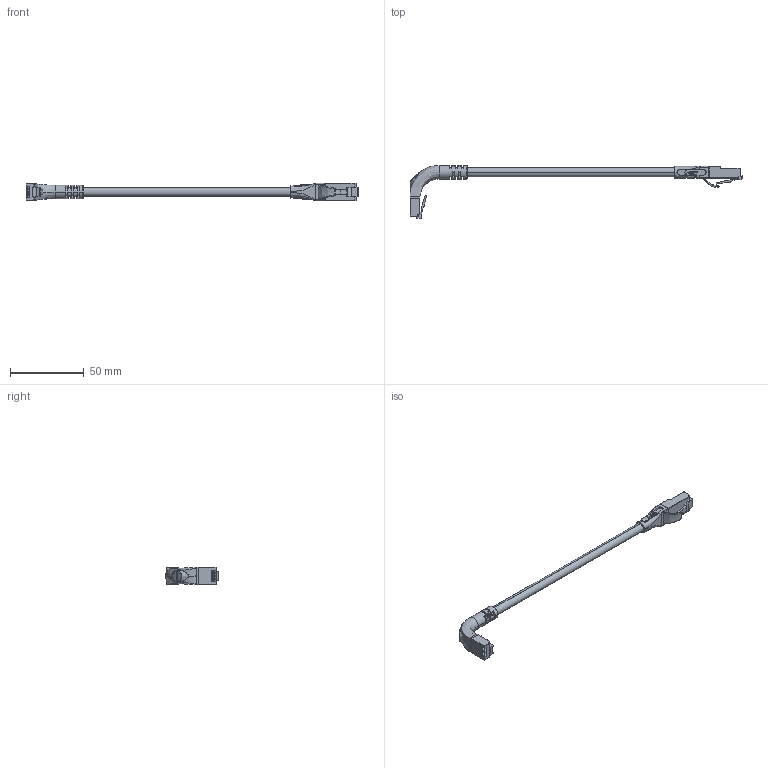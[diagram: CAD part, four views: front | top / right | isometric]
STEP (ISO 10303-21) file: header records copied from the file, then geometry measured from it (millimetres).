
FILE_DESCRIPTION (( 'STEP AP203' ), '1' );
FILE_NAME ('TRD815RA.STEP', '2010-06-15T19:56:04', ( 'x' ), ( 'Microsoft' ), 'SwSTEP 2.0', 'SolidWorks 2010', '' );
FILE_SCHEMA (( 'CONFIG_CONTROL_DESIGN' ));
Length unit declared in the file: inch
Products named in the file (17): TRD815RA; 1AD01-015-MA2; 1AD01-015-MA1_for assembly with molded boot; MTN-471; MTN-441_angled logo; RJ45_TRD815 style; RA-RJ45-MA2_6" long; RA_RJ45_Version 2_standard entry no cable; MTN-470; Pair 2; Pair 1; Pair 3; Pair 4; MTN-143; 3AB02-012; 3AB02-013-MA1_no aligning hole; 3AB02-013-MA2
Assembly tree (23 placements, depth 4):
  TRD815RA
    RA-RJ45-MA2_6" long
    RA_RJ45_Version 2_standard entry no cable
      1AD01-015-MA1_for assembly with molded boot
      Pair 3
      Pair 4
      MTN-471
      MTN-441_angled logo
      MTN-470
      Pair 2
      1AD01-015-MA2
      Pair 1
    RJ45_TRD815 style
      MTN-143
      3AB02-012
        3AB02-013-MA2  x8
        3AB02-013-MA1_no aligning hole
Bounding box: 224.63 x 35.81 x 11.68 mm (x, y, z)
Volume: 6513.3 mm3; surface area: 15065.9 mm2
Topology: 24 solids, 24 shells, 1698 faces, 4814 edges, 3129 vertices
Faces by surface type: plane 1314, cylinder 218, bspline 118, sphere 25, torus 17, cone 6
Entity records: 63729 total; most frequent: CARTESIAN_POINT 22911, ORIENTED_EDGE 8562, DIRECTION 7275, EDGE_CURVE 4281, LINE 3563, VECTOR 3563, VERTEX_POINT 2793, AXIS2_PLACEMENT_3D 1856
